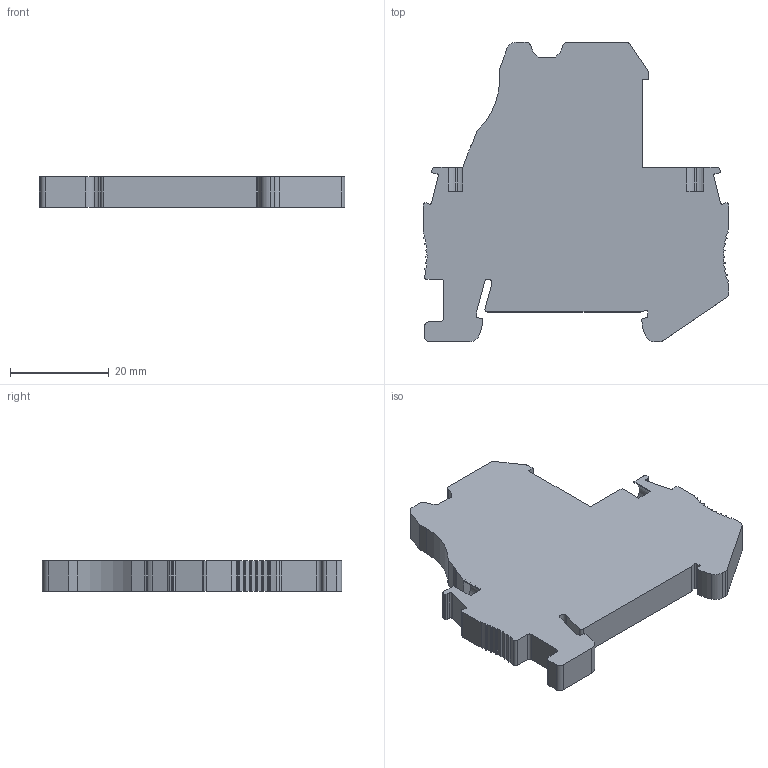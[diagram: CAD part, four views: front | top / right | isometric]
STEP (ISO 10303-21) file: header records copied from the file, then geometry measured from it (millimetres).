
FILE_DESCRIPTION((''),'2;1');
FILE_NAME('PRT0001','2021-04-17T',('Administrator'),(''),'PRO/ENGINEER BY PARAMETRIC TECHNOLOGY CORPORATION, 2013230','PRO/ENGINEER BY PARAMETRIC TECHNOLOGY CORPORATION, 2013230','');
FILE_SCHEMA(('AUTOMOTIVE_DESIGN { 1 0 10303 214 1 1 1 1 }'));
Length unit declared in the file: millimetre
Products named in the file (1): PRT0001
Bounding box: 61.8 x 60.5 x 6.2 mm (x, y, z)
Volume: 15705 mm3; surface area: 6998.7 mm2
Topology: 1 solids, 1 shells, 167 faces, 493 edges, 328 vertices
Faces by surface type: plane 97, cylinder 70
Entity records: 5665 total; most frequent: CARTESIAN_POINT 990, ORIENTED_EDGE 986, DIRECTION 968, EDGE_CURVE 493, VECTOR 352, LINE 352, VERTEX_POINT 328, AXIS2_PLACEMENT_3D 308
